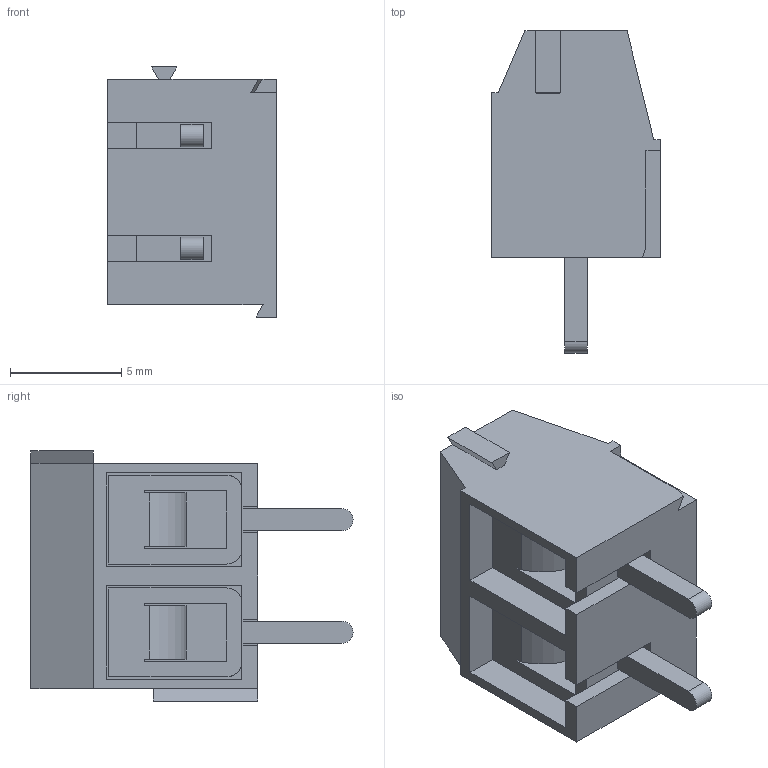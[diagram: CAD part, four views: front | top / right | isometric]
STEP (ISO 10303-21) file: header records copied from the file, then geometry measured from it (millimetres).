
FILE_DESCRIPTION( ( 'STEP AP203' ), '1' );
FILE_NAME( 'MBES153-5,08-V.stp', ' ', ( ' ' ), ( ' ' ), 'PSStep 15.0.49', 'VISI 20.0', ' ' );
FILE_SCHEMA( ( 'AUTOMOTIVE_DESIGN { 1 0 10303 214 1 1 1 1 }' ) );
Length unit declared in the file: millimetre
Products named in the file (1): 1
Bounding box: 7.6 x 14.5 x 11.26 mm (x, y, z)
Volume: 527.2 mm3; surface area: 1189.1 mm2
Topology: 1 solids, 1 shells, 114 faces, 336 edges, 224 vertices
Faces by surface type: plane 96, cylinder 16, torus 2
Full cylindrical faces by diameter (mm): 3.2 x2
Entity records: 4673 total; most frequent: CARTESIAN_POINT 703, ORIENTED_EDGE 656, DIRECTION 590, EDGE_CURVE 328, LINE 280, VECTOR 280, VERTEX_POINT 220, AXIS2_PLACEMENT_3D 155
